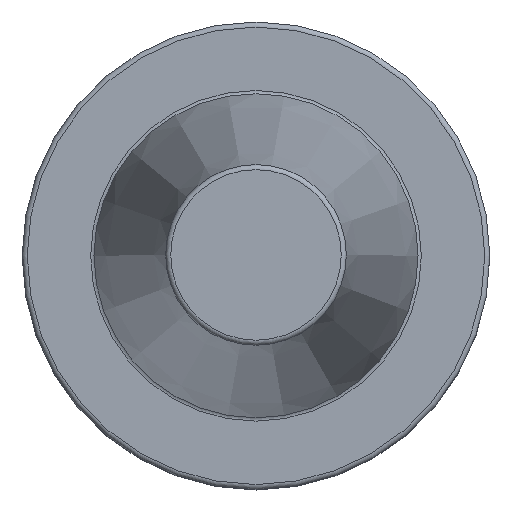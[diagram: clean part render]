
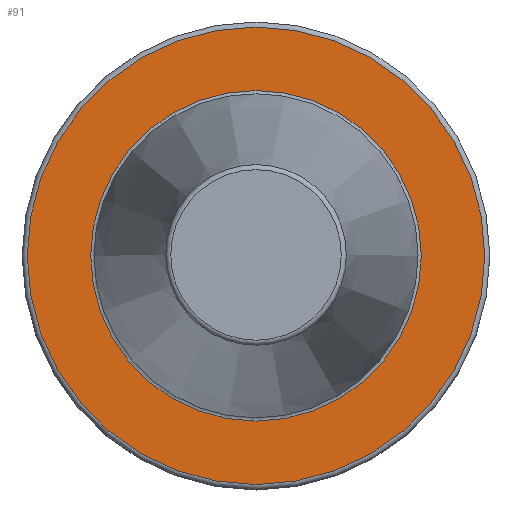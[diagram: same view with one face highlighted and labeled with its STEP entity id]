
A CAD part, top view. The second image highlights one B-rep face of the part: STEP entity #91.
In plain terms, the highlighted planar face has unit normal (0, 0, 1).
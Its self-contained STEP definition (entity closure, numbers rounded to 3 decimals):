
#59=FACE_BOUND('',#123,.T.);
#60=FACE_BOUND('',#124,.T.);
#91=ADVANCED_FACE('',(#59,#60),#106,.F.);
#106=PLANE('',#259);
#123=EDGE_LOOP('',(#161));
#124=EDGE_LOOP('',(#162));
#161=ORIENTED_EDGE('',*,*,#213,.F.);
#162=ORIENTED_EDGE('',*,*,#212,.T.);
#193=VERTEX_POINT('',#382);
#194=VERTEX_POINT('',#385);
#212=EDGE_CURVE('',#193,#193,#231,.T.);
#213=EDGE_CURVE('',#194,#194,#232,.T.);
#231=CIRCLE('',#256,16.25);
#232=CIRCLE('',#258,22.49);
#256=AXIS2_PLACEMENT_3D('',#381,#307,#308);
#258=AXIS2_PLACEMENT_3D('',#384,#311,#312);
#259=AXIS2_PLACEMENT_3D('',#386,#313,#314);
#307=DIRECTION('',(0.0,0.0,-1.0));
#308=DIRECTION('',(-1.0,0.0,0.0));
#311=DIRECTION('',(0.0,0.0,-1.0));
#312=DIRECTION('',(-1.0,0.0,0.0));
#313=DIRECTION('',(0.0,0.0,-1.0));
#314=DIRECTION('',(-1.0,0.0,0.0));
#381=CARTESIAN_POINT('',(0.0,0.0,-2.0));
#382=CARTESIAN_POINT('',(-16.25,0.0,-2.0));
#384=CARTESIAN_POINT('',(0.0,0.0,-2.0));
#385=CARTESIAN_POINT('',(-22.49,0.0,-2.0));
#386=CARTESIAN_POINT('',(0.0,-16.25,-2.0));
